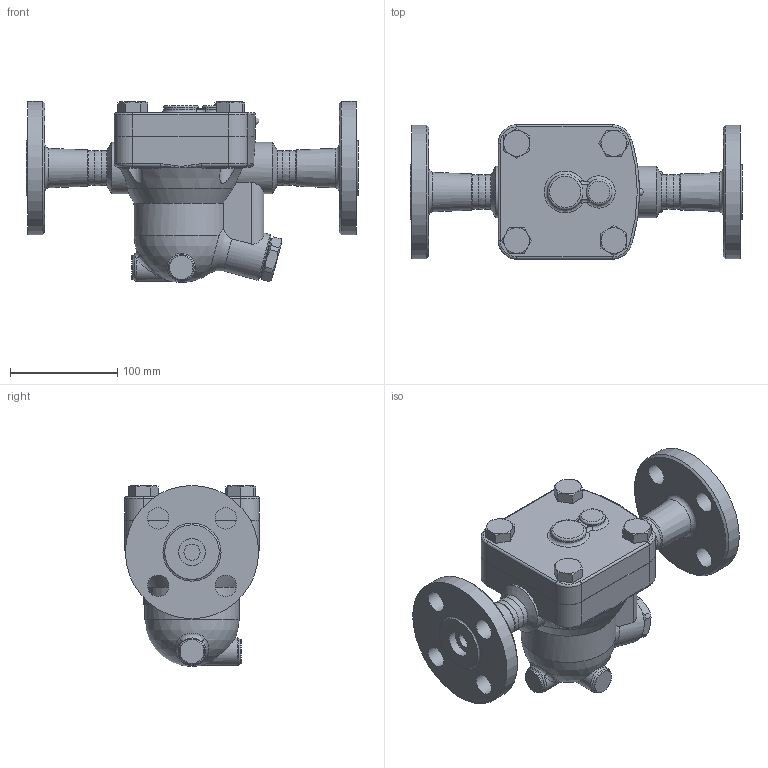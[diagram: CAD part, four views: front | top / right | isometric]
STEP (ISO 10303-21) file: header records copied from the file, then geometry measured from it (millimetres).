
FILE_DESCRIPTION((''),'2;1');
FILE_NAME('j5rhb-025-a0300-00.stp','2011-01-20T11:24:49',('nakaot'),(''),'Autodesk Inventor 2008','Autodesk Inventor 2008','');
FILE_SCHEMA(('AUTOMOTIVE_DESIGN { 1 0 10303 214 1 1 1 1 }'));
Length unit declared in the file: millimetre
Products named in the file (1): j5rhb-025-a0300-00
Bounding box: 309 x 125 x 168.5 mm (x, y, z)
Volume: 2116582.3 mm3; surface area: 202547.7 mm2
Topology: 1 solids, 1 shells, 284 faces, 698 edges, 438 vertices
Faces by surface type: plane 93, bspline 70, cylinder 67, cone 37, torus 15, sphere 2
Full cylindrical faces by diameter (mm): 15 x1, 16 x8, 20 x4, 22 x2, 24 x1, 25 x1, 26 x1, 32 x3, 33 x1, 38 x1, 44 x1, 48 x2, 80 x1, 124 x1
Entity records: 16612 total; most frequent: CARTESIAN_POINT 10727, ORIENTED_EDGE 1210, DIRECTION 1120, EDGE_CURVE 605, AXIS2_PLACEMENT_3D 481, VERTEX_POINT 415, EDGE_LOOP 400, FACE_OUTER_BOUND 284
